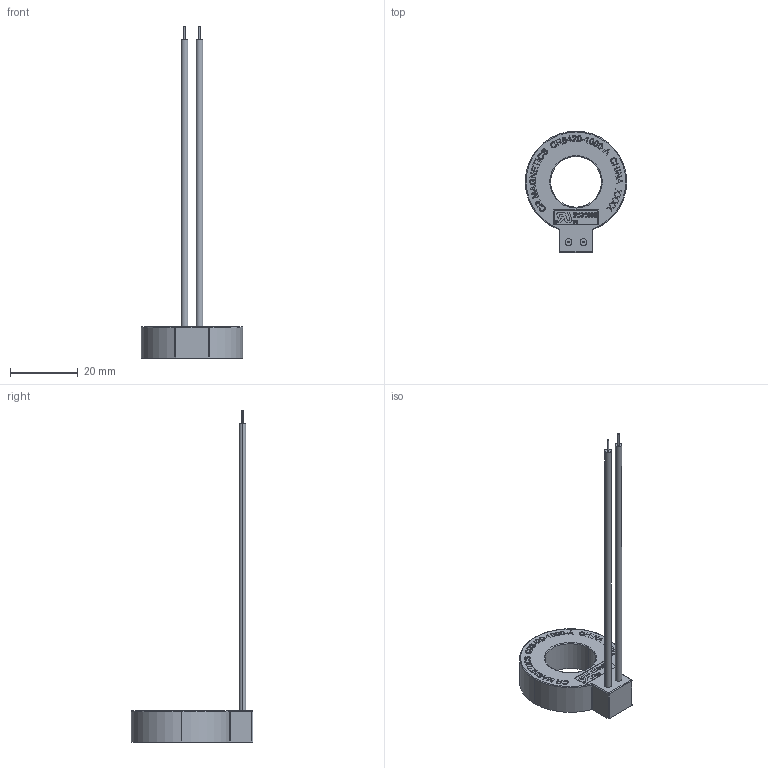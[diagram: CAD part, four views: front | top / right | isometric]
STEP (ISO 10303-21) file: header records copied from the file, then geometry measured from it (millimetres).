
FILE_DESCRIPTION (( 'STEP AP203' ), '1' );
FILE_NAME ('CR8420-1000-A.STEP', '2023-08-08T17:57:50', ( '' ), ( '' ), 'SwSTEP 2.0', 'SolidWorks 2022', '' );
FILE_SCHEMA (( 'CONFIG_CONTROL_DESIGN' ));
Length unit declared in the file: millimetre
Products named in the file (1): CR8420-1000-A
Bounding box: 30 x 36 x 98.2 mm (x, y, z)
Volume: 5860.3 mm3; surface area: 3685.1 mm2
Topology: 1 solids, 1 shells, 661 faces, 1755 edges, 1162 vertices
Faces by surface type: plane 360, bspline 254, cylinder 35, torus 10, sphere 2
Entity records: 34507 total; most frequent: CARTESIAN_POINT 19689, ORIENTED_EDGE 3502, DIRECTION 2140, EDGE_CURVE 1751, VERTEX_POINT 1162, VECTOR 1154, LINE 1154, EDGE_LOOP 733
